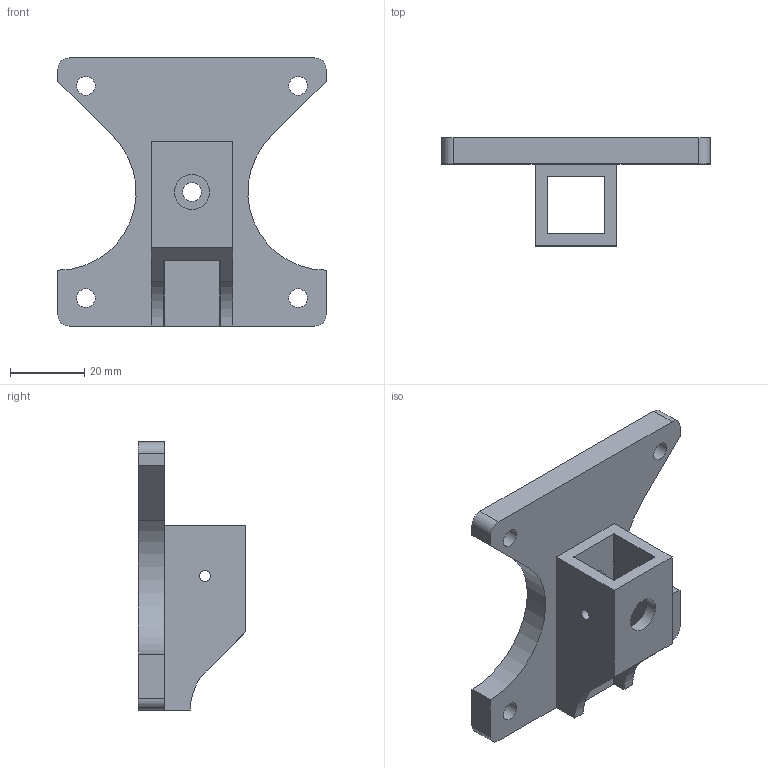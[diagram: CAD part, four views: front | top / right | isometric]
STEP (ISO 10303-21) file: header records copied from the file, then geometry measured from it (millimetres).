
FILE_DESCRIPTION(('FreeCAD Model'),'2;1');
FILE_NAME('z-outter-hinge-x2.step', '2019-07-13T13:24:25',('Author'),(''), 'Open CASCADE STEP processor 6.8','FreeCAD','Unknown');
FILE_SCHEMA(('AUTOMOTIVE_DESIGN_CC2 { 1 2 10303 214 -1 1 5 4 }'));
Length unit declared in the file: millimetre
Products named in the file (2): ASSEMBLY; z-outter-hinge
Assembly tree (1 placements, depth 2):
  ASSEMBLY
    z-outter-hinge
Bounding box: 72 x 29 x 72 mm (x, y, z)
Volume: 34391.1 mm3; surface area: 14559.4 mm2
Topology: 1 solids, 1 shells, 49 faces, 129 edges, 86 vertices
Faces by surface type: cylinder 25, plane 24
Full cylindrical faces by diameter (mm): 3 x2, 5 x5, 6 x4, 9.4 x2
Entity records: 3304 total; most frequent: CARTESIAN_POINT 632, DIRECTION 500, LINE 259, VECTOR 259, ORIENTED_EDGE 258, PCURVE 258, DEFINITIONAL_REPRESENTATION 258, EDGE_CURVE 129
